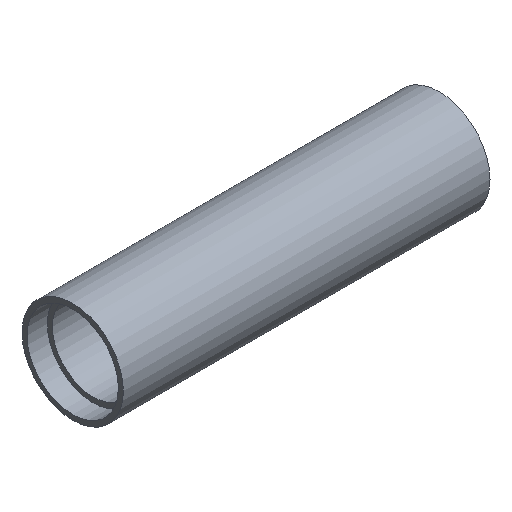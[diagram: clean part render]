
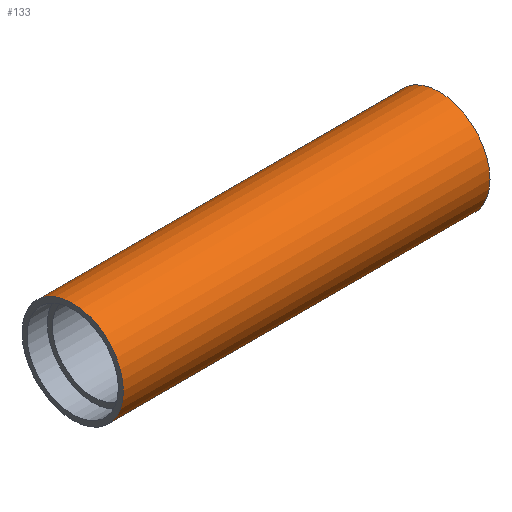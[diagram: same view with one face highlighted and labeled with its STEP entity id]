
A CAD part, isometric view. The second image highlights one B-rep face of the part: STEP entity #133.
In plain terms, the highlighted cylindrical face has radius 10 mm (diameter 20 mm), a full revolution.
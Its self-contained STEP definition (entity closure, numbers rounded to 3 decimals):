
#18=LINE('',#250,#22);
#22=VECTOR('',#212,10.);
#26=CYLINDRICAL_SURFACE('',#166,10.);
#37=FACE_OUTER_BOUND('',#48,.T.);
#48=EDGE_LOOP('',(#117,#118,#119,#120));
#60=CIRCLE('',#163,10.);
#62=CIRCLE('',#167,10.);
#72=VERTEX_POINT('',#241);
#74=VERTEX_POINT('',#248);
#86=EDGE_CURVE('',#72,#72,#60,.T.);
#89=EDGE_CURVE('',#74,#74,#62,.T.);
#90=EDGE_CURVE('',#74,#72,#18,.T.);
#117=ORIENTED_EDGE('',*,*,#89,.F.);
#118=ORIENTED_EDGE('',*,*,#90,.T.);
#119=ORIENTED_EDGE('',*,*,#86,.F.);
#120=ORIENTED_EDGE('',*,*,#90,.F.);
#133=ADVANCED_FACE('',(#37),#26,.T.);
#163=AXIS2_PLACEMENT_3D('',#242,#201,#202);
#166=AXIS2_PLACEMENT_3D('',#247,#208,#209);
#167=AXIS2_PLACEMENT_3D('',#249,#210,#211);
#201=DIRECTION('center_axis',(1.,0.,0.));
#202=DIRECTION('ref_axis',(0.,0.,-1.));
#208=DIRECTION('center_axis',(-1.,0.,0.));
#209=DIRECTION('ref_axis',(0.,0.,-1.));
#210=DIRECTION('center_axis',(-1.,0.,0.));
#211=DIRECTION('ref_axis',(0.,0.,-1.));
#212=DIRECTION('',(1.,0.,0.));
#241=CARTESIAN_POINT('',(59.8,0.,10.));
#242=CARTESIAN_POINT('Origin',(59.8,0.,0.));
#247=CARTESIAN_POINT('Origin',(0.,0.,0.));
#248=CARTESIAN_POINT('',(-12.525,0.,10.));
#249=CARTESIAN_POINT('Origin',(-12.525,0.,0.));
#250=CARTESIAN_POINT('',(0.,0.,10.));
